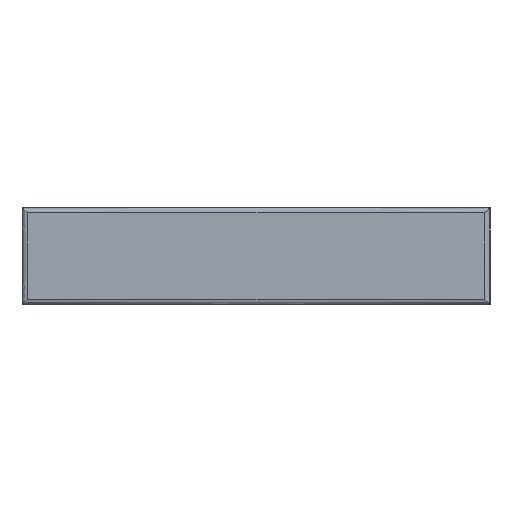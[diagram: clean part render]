
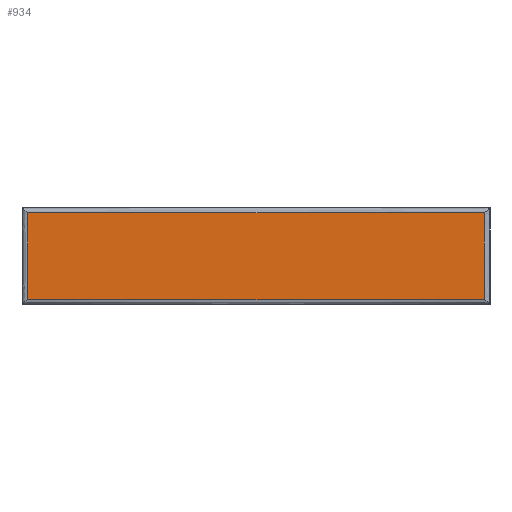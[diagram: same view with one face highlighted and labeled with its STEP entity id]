
A CAD part, left-side view. The second image highlights one B-rep face of the part: STEP entity #934.
In plain terms, the highlighted planar face has unit normal (-1, 0, 0).
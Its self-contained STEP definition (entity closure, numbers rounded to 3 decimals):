
#23 = ORIENTED_EDGE ( 'NONE', *, *, #458, .F. ) ;
#26 = VERTEX_POINT ( 'NONE', #747 ) ;
#82 = EDGE_LOOP ( 'NONE', ( #378, #1280, #23, #1253 ) ) ;
#129 = DIRECTION ( 'NONE',  ( 0., -1., 0. ) ) ;
#132 = DIRECTION ( 'NONE',  ( 0., 0., 1. ) ) ;
#233 = EDGE_CURVE ( 'NONE', #854, #690, #978, .T. ) ;
#255 = CARTESIAN_POINT ( 'NONE',  ( -0.91, 2.435, 0.506 ) ) ;
#332 = DIRECTION ( 'NONE',  ( 0., 1., 0. ) ) ;
#378 = ORIENTED_EDGE ( 'NONE', *, *, #233, .F. ) ;
#410 = LINE ( 'NONE', #255, #1091 ) ;
#458 = EDGE_CURVE ( 'NONE', #26, #906, #410, .T. ) ;
#488 = CARTESIAN_POINT ( 'NONE',  ( -0.91, -0.785, 0.506 ) ) ;
#509 = CARTESIAN_POINT ( 'NONE',  ( -0.91, -0.825, -0.14 ) ) ;
#571 = CARTESIAN_POINT ( 'NONE',  ( -0.91, -0.785, -0.106 ) ) ;
#578 = DIRECTION ( 'NONE',  ( 0., 0., 1. ) ) ;
#599 = CARTESIAN_POINT ( 'NONE',  ( -0.91, -0.785, 0.506 ) ) ;
#615 = DIRECTION ( 'NONE',  ( 0., 0., -1. ) ) ;
#690 = VERTEX_POINT ( 'NONE', #1307 ) ;
#747 = CARTESIAN_POINT ( 'NONE',  ( -0.91, 2.435, 0.506 ) ) ;
#772 = DIRECTION ( 'NONE',  ( -1., 0., 0. ) ) ;
#854 = VERTEX_POINT ( 'NONE', #1355 ) ;
#906 = VERTEX_POINT ( 'NONE', #599 ) ;
#923 = LINE ( 'NONE', #1316, #1129 ) ;
#934 = ADVANCED_FACE ( 'NONE', ( #1127 ), #1386, .T. ) ;
#978 = LINE ( 'NONE', #571, #1522 ) ;
#1067 = AXIS2_PLACEMENT_3D ( 'NONE', #509, #772, #132 ) ;
#1091 = VECTOR ( 'NONE', #129, 1000. ) ;
#1127 = FACE_OUTER_BOUND ( 'NONE', #82, .T. ) ;
#1129 = VECTOR ( 'NONE', #578, 1000. ) ;
#1253 = ORIENTED_EDGE ( 'NONE', *, *, #1605, .F. ) ;
#1280 = ORIENTED_EDGE ( 'NONE', *, *, #1466, .F. ) ;
#1307 = CARTESIAN_POINT ( 'NONE',  ( -0.91, 2.435, -0.106 ) ) ;
#1316 = CARTESIAN_POINT ( 'NONE',  ( -0.91, 2.435, -0.106 ) ) ;
#1355 = CARTESIAN_POINT ( 'NONE',  ( -0.91, -0.785, -0.106 ) ) ;
#1386 = PLANE ( 'NONE',  #1067 ) ;
#1427 = LINE ( 'NONE', #488, #1628 ) ;
#1466 = EDGE_CURVE ( 'NONE', #906, #854, #1427, .T. ) ;
#1522 = VECTOR ( 'NONE', #332, 1000. ) ;
#1605 = EDGE_CURVE ( 'NONE', #690, #26, #923, .T. ) ;
#1628 = VECTOR ( 'NONE', #615, 1000. ) ;
